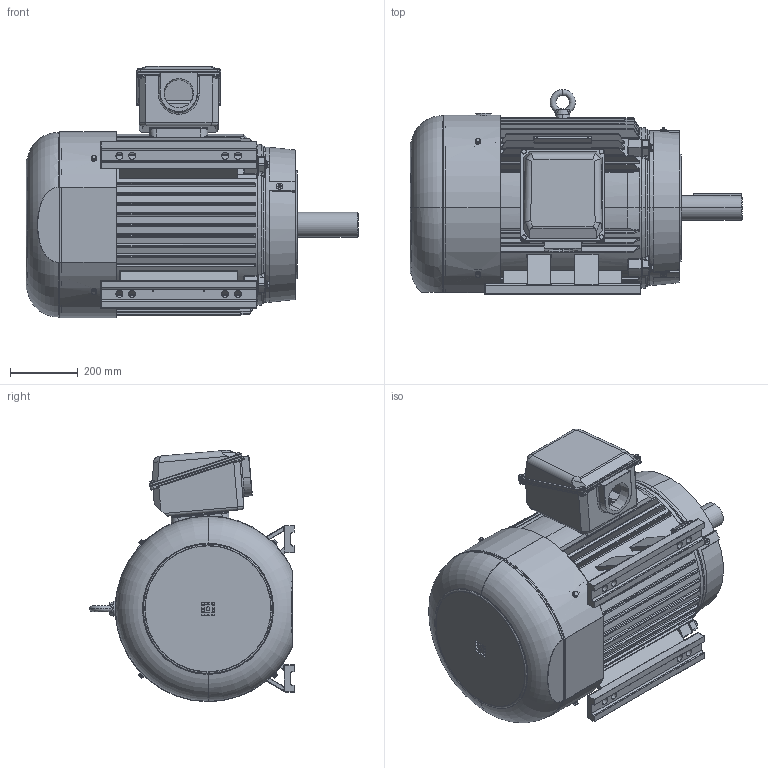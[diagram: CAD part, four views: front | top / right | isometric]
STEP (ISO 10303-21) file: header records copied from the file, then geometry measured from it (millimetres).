
FILE_DESCRIPTION (( 'STEP AP214' ), '1' );
FILE_NAME ('MTCP405TC.STEP', '2018-03-07T17:06:30', ( '' ), ( '' ), 'SwSTEP 2.0', 'SolidWorks 2017', '' );
FILE_SCHEMA (( 'AUTOMOTIVE_DESIGN' ));
Length unit declared in the file: millimetre
Products named in the file (28): spring lock washers--normal type gb_GB_FASTENER_WASHER_SW 12; M10蛁蚐郲耀倰; PE405T¼ü; PE400綴裔J; plain washers-chamfered--normal series-a gb_GB_FASTENER_WASHER_SWCA 8; hex head bolts-full thread grade c gb_GB_FASTENER_BOLT_HHBFTC M8X16-N; hexagon head bolts-full thread gb_GB_FASTENER_BOLT_STBAB A M12X65-N; spring lock washers--normal type gb_GB_FASTENER_WASHER_SW 8; hex head bolts-full thread grade c gb_GB_FASTENER_BOLT_HHBFTC M10X60-N; PE400-4,6,8前轴承外盖加工件; 400瑞欶蚾饜极 _1_; PE400諉盄碟裔; plain washers-chamfered--normal series-a gb_GB_FASTENER_WASHER_SWCA 12; PE405儂釱樓馱璃; PE400諉盄碟蚾饜极1 _1_; eyebolts gb_GB_FASTENER_SCREWS_FRS M20-N; PE405瑞欶ㄗ綴傷ㄘ; PE400-4,6 C楊擘 J; PE405T(4.6)粣芛  堤粣傷; MTCP405TC; PE400諉盄碟釱菜; PE400諉盄碟裔菜; 102-80-8(4,6,8P)躇猾; PE400接线盒座_默认_按加工_; PE405(4,6)粣芛  瑞珔傷; 30橡皮塞; PE400后轴承外盖加工件; PE405瑞欶(埴芠)
Assembly tree (70 placements, depth 3):
  MTCP405TC
    400瑞欶蚾饜极 _1_
      PE405瑞欶(埴芠)
      PE405瑞欶ㄗ綴傷ㄘ
    PE400諉盄碟蚾饜极1 _1_
      PE400接线盒座_默认_按加工_
      hex head bolts-full thread grade c gb_GB_FASTENER_BOLT_HHBFTC M8X16-N  x8
      PE400諉盄碟釱菜
      PE400諉盄碟裔菜
      PE400諉盄碟裔
    hex head bolts-full thread grade c gb_GB_FASTENER_BOLT_HHBFTC M8X16-N  x4
    PE405儂釱樓馱璃
    PE400-4,6 C楊擘 J
    PE400-4,6,8前轴承外盖加工件
    PE405T(4.6)粣芛  堤粣傷
    PE400綴裔J
    PE400后轴承外盖加工件
    PE405(4,6)粣芛  瑞珔傷
    hexagon head bolts-full thread gb_GB_FASTENER_BOLT_STBAB A M12X65-N  x8
    spring lock washers--normal type gb_GB_FASTENER_WASHER_SW 12  x8
    plain washers-chamfered--normal series-a gb_GB_FASTENER_WASHER_SWCA 12  x8
    hex head bolts-full thread grade c gb_GB_FASTENER_BOLT_HHBFTC M10X60-N  x6
    spring lock washers--normal type gb_GB_FASTENER_WASHER_SW 8  x4
    plain washers-chamfered--normal series-a gb_GB_FASTENER_WASHER_SWCA 8  x4
    30橡皮塞
    102-80-8(4,6,8P)躇猾
    PE405T¼ü
    M10蛁蚐郲耀倰
    eyebolts gb_GB_FASTENER_SCREWS_FRS M20-N
Bounding box: 977.08 x 602.4 x 740.05 mm (x, y, z)
Volume: 29446614 mm3; surface area: 6031000.9 mm2
Topology: 68 solids, 68 shells, 3874 faces, 9550 edges, 5817 vertices
Faces by surface type: cylinder 1452, plane 962, cone 529, bspline 446, torus 394, sphere 91
Entity records: 149014 total; most frequent: CARTESIAN_POINT 75258, ORIENTED_EDGE 15696, DIRECTION 14819, EDGE_CURVE 7848, AXIS2_PLACEMENT_3D 6014, VERTEX_POINT 4821, EDGE_LOOP 3467, CIRCLE 3232
